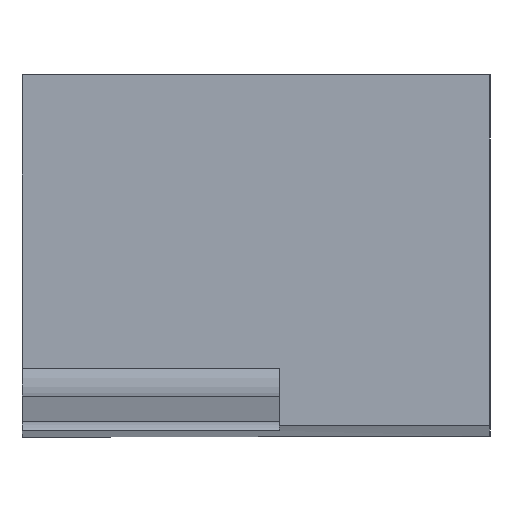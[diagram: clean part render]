
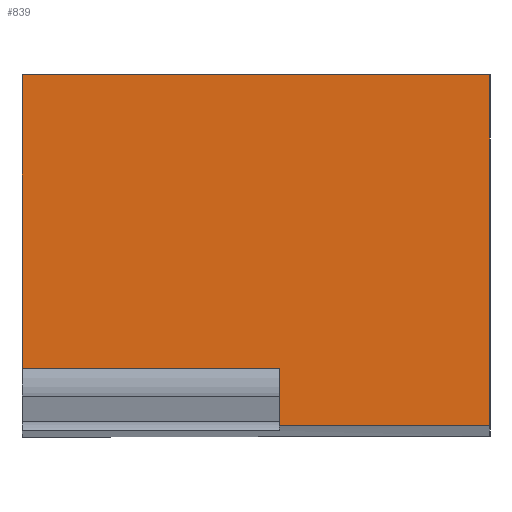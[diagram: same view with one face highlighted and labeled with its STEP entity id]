
A CAD part, left-side view. The second image highlights one B-rep face of the part: STEP entity #839.
In plain terms, the highlighted planar face has unit normal (-1, 0, 0).
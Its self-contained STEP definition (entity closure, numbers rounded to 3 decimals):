
#33=PLANE('',#921);
#77=FACE_OUTER_BOUND('',#125,.T.);
#125=EDGE_LOOP('',(#685,#686,#687,#688,#689,#690));
#182=LINE('',#1286,#276);
#200=LINE('',#1336,#294);
#205=LINE('',#1347,#299);
#206=LINE('',#1349,#300);
#207=LINE('',#1351,#301);
#208=LINE('',#1352,#302);
#276=VECTOR('',#1040,10.);
#294=VECTOR('',#1090,10.);
#299=VECTOR('',#1099,10.);
#300=VECTOR('',#1100,10.);
#301=VECTOR('',#1101,10.);
#302=VECTOR('',#1102,10.);
#396=VERTEX_POINT('',#1280);
#398=VERTEX_POINT('',#1284);
#414=VERTEX_POINT('',#1334);
#418=VERTEX_POINT('',#1346);
#419=VERTEX_POINT('',#1348);
#420=VERTEX_POINT('',#1350);
#490=EDGE_CURVE('',#396,#398,#182,.T.);
#516=EDGE_CURVE('',#398,#414,#200,.T.);
#521=EDGE_CURVE('',#418,#414,#205,.T.);
#522=EDGE_CURVE('',#419,#418,#206,.T.);
#523=EDGE_CURVE('',#419,#420,#207,.T.);
#524=EDGE_CURVE('',#396,#420,#208,.T.);
#685=ORIENTED_EDGE('',*,*,#490,.T.);
#686=ORIENTED_EDGE('',*,*,#516,.T.);
#687=ORIENTED_EDGE('',*,*,#521,.F.);
#688=ORIENTED_EDGE('',*,*,#522,.F.);
#689=ORIENTED_EDGE('',*,*,#523,.T.);
#690=ORIENTED_EDGE('',*,*,#524,.F.);
#839=ADVANCED_FACE('',(#77),#33,.T.);
#921=AXIS2_PLACEMENT_3D('',#1345,#1097,#1098);
#1040=DIRECTION('',(0.,-1.,0.));
#1090=DIRECTION('',(0.,0.,-1.));
#1097=DIRECTION('center_axis',(-1.,0.,0.));
#1098=DIRECTION('ref_axis',(0.,0.,1.));
#1099=DIRECTION('',(0.,1.,0.));
#1100=DIRECTION('',(0.,0.,-1.));
#1101=DIRECTION('',(0.,1.,0.));
#1102=DIRECTION('',(0.,0.,1.));
#1280=CARTESIAN_POINT('',(0.,20.,2.456));
#1284=CARTESIAN_POINT('',(0.,9.,2.456));
#1286=CARTESIAN_POINT('',(0.,10.,2.456));
#1334=CARTESIAN_POINT('',(0.,9.,0.));
#1336=CARTESIAN_POINT('',(0.,9.,3.259));
#1345=CARTESIAN_POINT('Origin',(0.,0.,0.));
#1346=CARTESIAN_POINT('',(0.,0.,0.));
#1347=CARTESIAN_POINT('',(0.,0.,0.));
#1348=CARTESIAN_POINT('',(0.,0.,15.));
#1349=CARTESIAN_POINT('',(0.,0.,15.));
#1350=CARTESIAN_POINT('',(0.,20.,15.));
#1351=CARTESIAN_POINT('',(0.,0.,15.));
#1352=CARTESIAN_POINT('',(0.,20.,15.));
